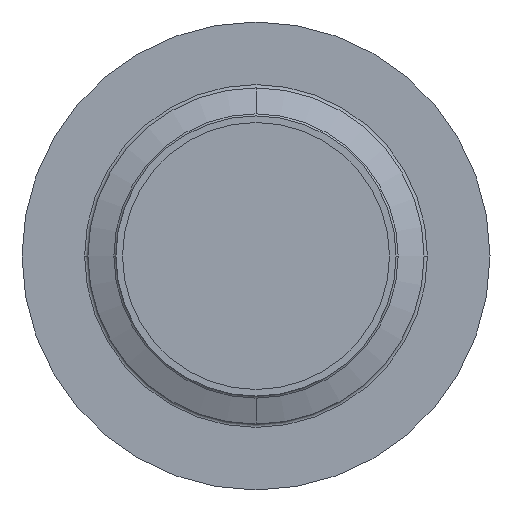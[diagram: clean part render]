
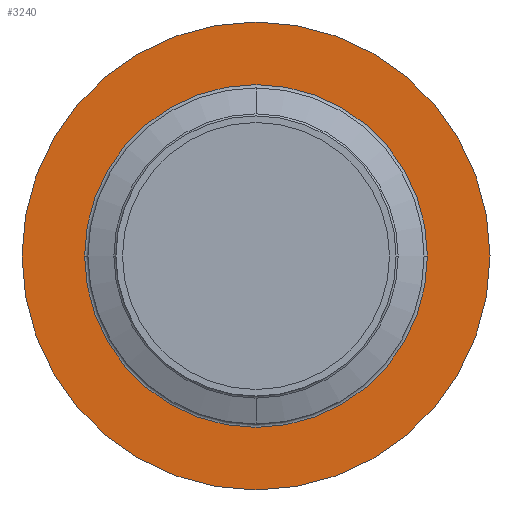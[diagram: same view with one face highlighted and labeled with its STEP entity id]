
A CAD part, left-side view. The second image highlights one B-rep face of the part: STEP entity #3240.
In plain terms, the highlighted planar face has unit normal (-1, 0, 0).
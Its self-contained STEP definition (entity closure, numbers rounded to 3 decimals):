
#1930=CARTESIAN_POINT('',(70.393,147.947,
0.));
#1940=VERTEX_POINT('',#1930);
#1970=CARTESIAN_POINT('',(70.393,95.947,
0.));
#1980=DIRECTION('',(1.,0.,0.));
#1990=DIRECTION('',(0.,-1.,0.));
#2000=AXIS2_PLACEMENT_3D('',#1970,#1980,#1990);
#2010=CIRCLE('',#2000,52.);
#2020=CARTESIAN_POINT('',(70.393,43.947,
0.));
#2030=VERTEX_POINT('',#2020);
#2040=EDGE_CURVE('',#1940,#2030,#2010,.T.);
#2710=CARTESIAN_POINT('',(70.393,166.947,
0.));
#2720=VERTEX_POINT('',#2710);
#2880=CARTESIAN_POINT('',(70.393,24.947,
0.));
#2890=VERTEX_POINT('',#2880);
#2920=CARTESIAN_POINT('',(70.393,95.947,
0.));
#2930=DIRECTION('',(1.,-0.,-0.));
#2940=DIRECTION('',(0.,1.,0.));
#2950=AXIS2_PLACEMENT_3D('',#2920,#2930,#2940);
#2960=CIRCLE('',#2950,71.);
#2970=EDGE_CURVE('',#2720,#2890,#2960,.T.);
#3090=CARTESIAN_POINT('',(70.393,24.447,-71.5));
#3100=DIRECTION('',(-1.,0.,0.));
#3110=DIRECTION('',(0.,1.,0.));
#3120=AXIS2_PLACEMENT_3D('',#3090,#3100,#3110);
#3130=PLANE('',#3120);
#3140=EDGE_CURVE('',#2890,#2720,#2960,.T.);
#3150=ORIENTED_EDGE('',*,*,#3140,.F.);
#3160=ORIENTED_EDGE('',*,*,#2970,.F.);
#3170=EDGE_LOOP('',(#3160,#3150));
#3180=FACE_OUTER_BOUND('',#3170,.T.);
#3190=EDGE_CURVE('',#2030,#1940,#2010,.T.);
#3200=ORIENTED_EDGE('',*,*,#3190,.T.);
#3210=ORIENTED_EDGE('',*,*,#2040,.T.);
#3220=EDGE_LOOP('',(#3210,#3200));
#3230=FACE_BOUND('',#3220,.T.);
#3240=ADVANCED_FACE('',(#3180,#3230),#3130,.T.);
